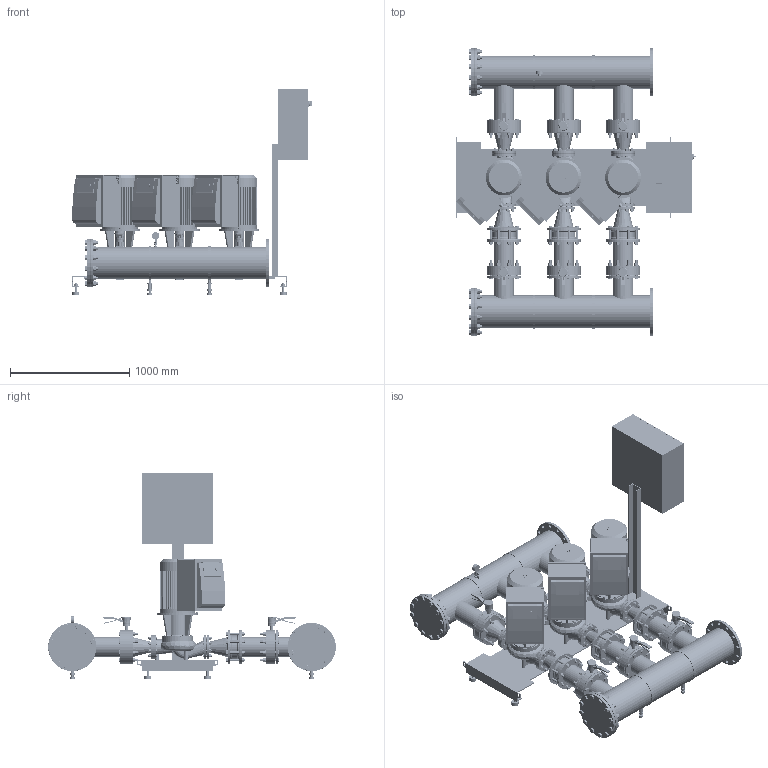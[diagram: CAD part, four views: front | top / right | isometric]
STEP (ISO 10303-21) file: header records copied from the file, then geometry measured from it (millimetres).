
FILE_DESCRIPTION((''),'2;1');
FILE_NAME('3d_SiFlux-21-95-IL-E80_160-11_2-SC-16-T4-4189235.stp','2015-07-31T10:08:02',(''),(''),'Mechanical Desktop 2009','Mechanical Desktop 2009',', , ');
FILE_SCHEMA(('CONFIG_CONTROL_DESIGN'));
Length unit declared in the file: millimetre
Products named in the file (1): Product
Bounding box: 2010.93 x 2413 x 1730 mm (x, y, z)
Volume: 689647890.3 mm3; surface area: 27224602.1 mm2
Topology: 491 solids, 491 shells, 11172 faces, 25634 edges, 15875 vertices
Faces by surface type: bspline 5328, plane 2711, cylinder 1696, cone 1227, torus 206, sphere 4
Full cylindrical faces by diameter (mm): 30 x9, 283 x4
Entity records: 376040 total; most frequent: CARTESIAN_POINT 149524, ORIENTED_EDGE 51260, DIRECTION 41694, EDGE_CURVE 25630, AXIS2_PLACEMENT_3D 15956, VERTEX_POINT 15875, EDGE_LOOP 12661, FACE_OUTER_BOUND 11172
